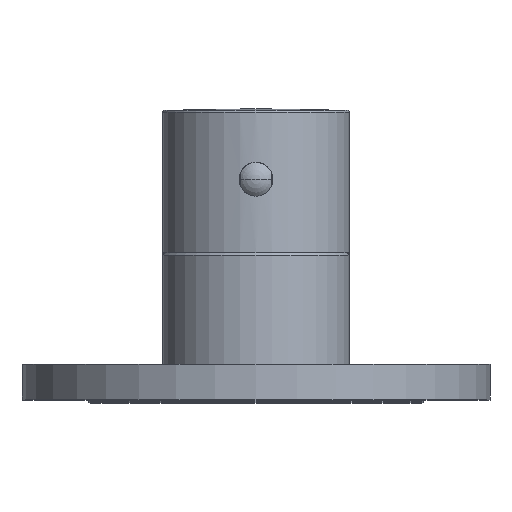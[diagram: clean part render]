
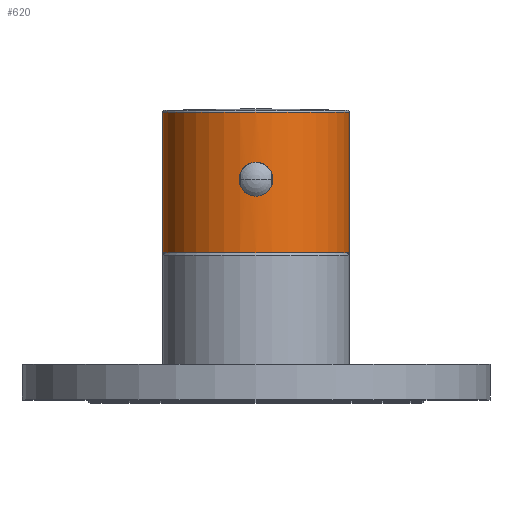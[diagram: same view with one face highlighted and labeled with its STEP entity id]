
A CAD part, top view. The second image highlights one B-rep face of the part: STEP entity #620.
In plain terms, the highlighted cylindrical face has radius 21 mm (diameter 42 mm), a partial arc.
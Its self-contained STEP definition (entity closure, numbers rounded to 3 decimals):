
#63=DIRECTION('',(0.,1.,0.));
#64=VECTOR('',#63,31.509);
#65=CARTESIAN_POINT('',(-21.,33.,0.));
#66=LINE('',#65,#64);
#67=CARTESIAN_POINT('',(0.,64.509,0.));
#68=DIRECTION('',(0.,1.,0.));
#69=DIRECTION('',(-1.,0.,0.));
#70=AXIS2_PLACEMENT_3D('',#67,#68,#69);
#72=DIRECTION('',(0.,-1.,0.));
#73=VECTOR('',#72,31.509);
#74=CARTESIAN_POINT('',(21.,64.509,0.));
#75=LINE('',#74,#73);
#76=CARTESIAN_POINT('',(0.,33.,0.));
#77=DIRECTION('',(0.,-1.,0.));
#78=DIRECTION('',(1.,0.,0.));
#79=AXIS2_PLACEMENT_3D('',#76,#77,#78);
#81=DIRECTION('',(0.,-1.,0.));
#82=VECTOR('',#81,2.778);
#83=CARTESIAN_POINT('',(3.537,50.889,20.7));
#84=LINE('',#83,#82);
#85=CARTESIAN_POINT('',(3.537,50.889,20.7));
#86=CARTESIAN_POINT('',(3.5,50.983,20.706));
#87=CARTESIAN_POINT('',(3.419,51.168,20.72));
#88=CARTESIAN_POINT('',(3.275,51.436,20.743));
#89=CARTESIAN_POINT('',(3.11,51.691,20.769));
#90=CARTESIAN_POINT('',(2.924,51.933,20.796));
#91=CARTESIAN_POINT('',(2.72,52.159,20.823));
#92=CARTESIAN_POINT('',(2.498,52.369,20.851));
#93=CARTESIAN_POINT('',(2.261,52.56,20.878));
#94=CARTESIAN_POINT('',(2.008,52.731,20.904));
#95=CARTESIAN_POINT('',(1.744,52.88,20.928));
#96=CARTESIAN_POINT('',(1.469,53.009,20.949));
#97=CARTESIAN_POINT('',(1.186,53.114,20.967));
#98=CARTESIAN_POINT('',(0.895,53.197,20.982));
#99=CARTESIAN_POINT('',(0.6,53.256,20.992));
#100=CARTESIAN_POINT('',(0.301,53.292,20.999));
#101=CARTESIAN_POINT('',(0.1,53.3,21.));
#102=CARTESIAN_POINT('',(0.,53.3,21.));
#104=CARTESIAN_POINT('',(0.,53.3,21.));
#105=CARTESIAN_POINT('',(-0.1,53.3,21.));
#106=CARTESIAN_POINT('',(-0.301,53.292,20.999));
#107=CARTESIAN_POINT('',(-0.6,53.256,20.992));
#108=CARTESIAN_POINT('',(-0.895,53.197,20.982));
#109=CARTESIAN_POINT('',(-1.186,53.114,20.967));
#110=CARTESIAN_POINT('',(-1.469,53.009,20.949));
#111=CARTESIAN_POINT('',(-1.744,52.88,20.928));
#112=CARTESIAN_POINT('',(-2.008,52.731,20.904));
#113=CARTESIAN_POINT('',(-2.261,52.56,20.878));
#114=CARTESIAN_POINT('',(-2.498,52.369,20.851));
#115=CARTESIAN_POINT('',(-2.72,52.159,20.823));
#116=CARTESIAN_POINT('',(-2.924,51.933,20.796));
#117=CARTESIAN_POINT('',(-3.11,51.691,20.769));
#118=CARTESIAN_POINT('',(-3.275,51.436,20.743));
#119=CARTESIAN_POINT('',(-3.419,51.168,20.72));
#120=CARTESIAN_POINT('',(-3.5,50.983,20.706));
#121=CARTESIAN_POINT('',(-3.537,50.889,20.7));
#123=DIRECTION('',(0.,-1.,0.));
#124=VECTOR('',#123,2.778);
#125=CARTESIAN_POINT('',(-3.537,50.889,20.7));
#126=LINE('',#125,#124);
#127=CARTESIAN_POINT('',(-3.537,48.111,20.7));
#128=CARTESIAN_POINT('',(-3.5,48.017,20.706));
#129=CARTESIAN_POINT('',(-3.419,47.832,20.72));
#130=CARTESIAN_POINT('',(-3.275,47.564,20.743));
#131=CARTESIAN_POINT('',(-3.11,47.309,20.769));
#132=CARTESIAN_POINT('',(-2.924,47.067,20.796));
#133=CARTESIAN_POINT('',(-2.72,46.841,20.823));
#134=CARTESIAN_POINT('',(-2.498,46.631,20.851));
#135=CARTESIAN_POINT('',(-2.261,46.44,20.878));
#136=CARTESIAN_POINT('',(-2.008,46.269,20.904));
#137=CARTESIAN_POINT('',(-1.744,46.12,20.928));
#138=CARTESIAN_POINT('',(-1.469,45.991,20.949));
#139=CARTESIAN_POINT('',(-1.186,45.886,20.967));
#140=CARTESIAN_POINT('',(-0.895,45.803,20.982));
#141=CARTESIAN_POINT('',(-0.6,45.744,20.992));
#142=CARTESIAN_POINT('',(-0.301,45.708,20.999));
#143=CARTESIAN_POINT('',(-0.1,45.7,21.));
#144=CARTESIAN_POINT('',(0.,45.7,21.));
#146=CARTESIAN_POINT('',(0.,45.7,21.));
#147=CARTESIAN_POINT('',(0.1,45.7,21.));
#148=CARTESIAN_POINT('',(0.301,45.708,20.999));
#149=CARTESIAN_POINT('',(0.6,45.744,20.992));
#150=CARTESIAN_POINT('',(0.895,45.803,20.982));
#151=CARTESIAN_POINT('',(1.186,45.886,20.967));
#152=CARTESIAN_POINT('',(1.469,45.991,20.949));
#153=CARTESIAN_POINT('',(1.744,46.12,20.928));
#154=CARTESIAN_POINT('',(2.008,46.269,20.904));
#155=CARTESIAN_POINT('',(2.261,46.44,20.878));
#156=CARTESIAN_POINT('',(2.498,46.631,20.851));
#157=CARTESIAN_POINT('',(2.72,46.841,20.823));
#158=CARTESIAN_POINT('',(2.924,47.067,20.796));
#159=CARTESIAN_POINT('',(3.11,47.309,20.769));
#160=CARTESIAN_POINT('',(3.275,47.564,20.743));
#161=CARTESIAN_POINT('',(3.419,47.832,20.72));
#162=CARTESIAN_POINT('',(3.5,48.017,20.706));
#163=CARTESIAN_POINT('',(3.537,48.111,20.7));
#449=CARTESIAN_POINT('',(21.,33.,0.));
#450=CARTESIAN_POINT('',(-21.,33.,0.));
#451=VERTEX_POINT('',#449);
#452=VERTEX_POINT('',#450);
#461=CARTESIAN_POINT('',(-21.,64.509,0.));
#462=CARTESIAN_POINT('',(21.,64.509,0.));
#463=VERTEX_POINT('',#461);
#464=VERTEX_POINT('',#462);
#473=CARTESIAN_POINT('',(3.537,50.889,20.7));
#474=CARTESIAN_POINT('',(3.537,48.111,20.7));
#475=VERTEX_POINT('',#473);
#476=VERTEX_POINT('',#474);
#477=CARTESIAN_POINT('',(-3.537,50.889,20.7));
#478=CARTESIAN_POINT('',(-3.537,48.111,20.7));
#479=VERTEX_POINT('',#477);
#480=VERTEX_POINT('',#478);
#481=VERTEX_POINT('',#102);
#482=VERTEX_POINT('',#144);
#595=CARTESIAN_POINT('',(0.,37.35,0.));
#596=DIRECTION('',(0.,-1.,0.));
#597=DIRECTION('',(-1.,0.,0.));
#598=AXIS2_PLACEMENT_3D('',#595,#596,#597);
#599=CYLINDRICAL_SURFACE('',#598,21.);
#601=ORIENTED_EDGE('',*,*,#600,.T.);
#603=ORIENTED_EDGE('',*,*,#602,.T.);
#605=ORIENTED_EDGE('',*,*,#604,.T.);
#607=ORIENTED_EDGE('',*,*,#606,.T.);
#608=EDGE_LOOP('',(#601,#603,#605,#607));
#609=FACE_OUTER_BOUND('',#608,.F.);
#611=ORIENTED_EDGE('',*,*,#610,.F.);
#612=ORIENTED_EDGE('',*,*,#560,.T.);
#613=ORIENTED_EDGE('',*,*,#518,.T.);
#615=ORIENTED_EDGE('',*,*,#614,.T.);
#616=ORIENTED_EDGE('',*,*,#514,.T.);
#617=ORIENTED_EDGE('',*,*,#564,.T.);
#618=EDGE_LOOP('',(#611,#612,#613,#615,#616,#617));
#619=FACE_BOUND('',#618,.F.);
#620=ADVANCED_FACE('',(#609,#619),#599,.T.);
#71=CIRCLE('',#70,21.);
#80=CIRCLE('',#79,21.);
#103=B_SPLINE_CURVE_WITH_KNOTS('',3,(#85,#86,#87,#88,#89,#90,#91,#92,#93,#94,
#95,#96,#97,#98,#99,#100,#101,#102),.UNSPECIFIED.,.F.,.F.,(4,1,1,1,1,1,1,1,1,1,
1,1,1,1,1,4),(0.,0.067,0.133,0.2,0.267,
0.333,0.4,0.467,0.533,0.6,
0.667,0.733,0.8,0.867,0.933,
1.),.UNSPECIFIED.);
#122=B_SPLINE_CURVE_WITH_KNOTS('',3,(#104,#105,#106,#107,#108,#109,#110,#111,
#112,#113,#114,#115,#116,#117,#118,#119,#120,#121),.UNSPECIFIED.,.F.,.F.,(4,1,1,
1,1,1,1,1,1,1,1,1,1,1,1,4),(0.,0.067,0.133,0.2,
0.267,0.333,0.4,0.467,0.533,
0.6,0.667,0.733,0.8,0.867,
0.933,1.),.UNSPECIFIED.);
#145=B_SPLINE_CURVE_WITH_KNOTS('',3,(#127,#128,#129,#130,#131,#132,#133,#134,
#135,#136,#137,#138,#139,#140,#141,#142,#143,#144),.UNSPECIFIED.,.F.,.F.,(4,1,1,
1,1,1,1,1,1,1,1,1,1,1,1,4),(0.,0.067,0.133,0.2,
0.267,0.333,0.4,0.467,0.533,
0.6,0.667,0.733,0.8,0.867,
0.933,1.),.UNSPECIFIED.);
#164=B_SPLINE_CURVE_WITH_KNOTS('',3,(#146,#147,#148,#149,#150,#151,#152,#153,
#154,#155,#156,#157,#158,#159,#160,#161,#162,#163),.UNSPECIFIED.,.F.,.F.,(4,1,1,
1,1,1,1,1,1,1,1,1,1,1,1,4),(0.,0.067,0.133,0.2,
0.267,0.333,0.4,0.467,0.533,
0.6,0.667,0.733,0.8,0.867,
0.933,1.),.UNSPECIFIED.);
#514=EDGE_CURVE('',#480,#482,#145,.T.);
#518=EDGE_CURVE('',#481,#479,#122,.T.);
#560=EDGE_CURVE('',#475,#481,#103,.T.);
#564=EDGE_CURVE('',#482,#476,#164,.T.);
#600=EDGE_CURVE('',#452,#463,#66,.T.);
#602=EDGE_CURVE('',#463,#464,#71,.T.);
#604=EDGE_CURVE('',#464,#451,#75,.T.);
#606=EDGE_CURVE('',#451,#452,#80,.T.);
#610=EDGE_CURVE('',#475,#476,#84,.T.);
#614=EDGE_CURVE('',#479,#480,#126,.T.);
